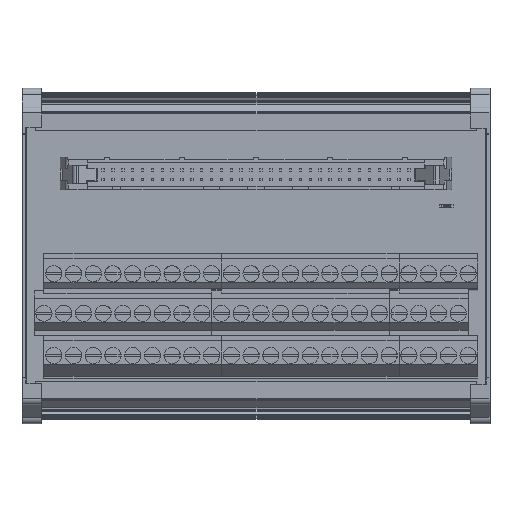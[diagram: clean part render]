
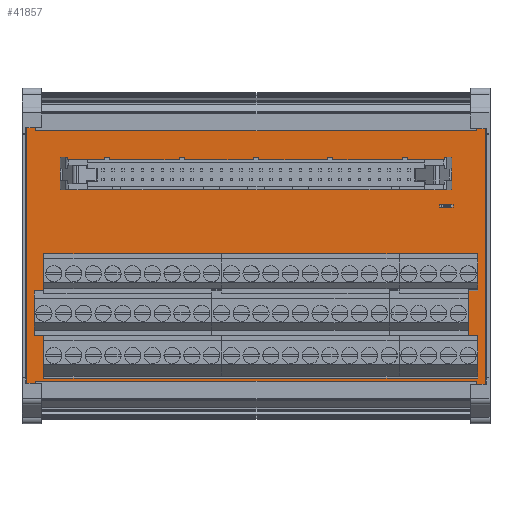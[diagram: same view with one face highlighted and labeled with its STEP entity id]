
A CAD part, top view. The second image highlights one B-rep face of the part: STEP entity #41857.
In plain terms, the highlighted planar face has unit normal (0, 0, 1).
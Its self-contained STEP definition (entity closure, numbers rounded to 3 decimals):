
#41821=AXIS2_PLACEMENT_3D('Plane Axis2P3D',#41818,#41819,#41820) ;
#41818=CARTESIAN_POINT('Axis2P3D Location',(1.25,9.3,36.952)) ;
#41823=CARTESIAN_POINT('Line Origine',(1.25,43.2,36.952)) ;
#41827=CARTESIAN_POINT('Vertex',(1.25,77.1,36.952)) ;
#41829=CARTESIAN_POINT('Vertex',(1.25,9.3,36.952)) ;
#41832=CARTESIAN_POINT('Line Origine',(60.25,9.3,36.952)) ;
#41836=CARTESIAN_POINT('Vertex',(119.25,9.3,36.952)) ;
#41839=CARTESIAN_POINT('Line Origine',(119.25,43.2,36.952)) ;
#41843=CARTESIAN_POINT('Vertex',(119.25,77.1,36.952)) ;
#41846=CARTESIAN_POINT('Line Origine',(60.25,77.1,36.952)) ;
#41819=DIRECTION('Axis2P3D Direction',(0.,0.,1.)) ;
#41820=DIRECTION('Axis2P3D XDirection',(0.,-1.,0.)) ;
#41824=DIRECTION('Vector Direction',(0.,-1.,0.)) ;
#41833=DIRECTION('Vector Direction',(1.,0.,0.)) ;
#41840=DIRECTION('Vector Direction',(0.,1.,0.)) ;
#41847=DIRECTION('Vector Direction',(-1.,0.,0.)) ;
#41825=VECTOR('Line Direction',#41824,1.) ;
#41834=VECTOR('Line Direction',#41833,1.) ;
#41841=VECTOR('Line Direction',#41840,1.) ;
#41848=VECTOR('Line Direction',#41847,1.) ;
#41852=ORIENTED_EDGE('',*,*,#41831,.T.) ;
#41853=ORIENTED_EDGE('',*,*,#41838,.T.) ;
#41854=ORIENTED_EDGE('',*,*,#41845,.T.) ;
#41855=ORIENTED_EDGE('',*,*,#41850,.T.) ;
#41857=ADVANCED_FACE('NONE',(#41856),#41822,.T.) ;
#41831=EDGE_CURVE('',#41828,#41830,#41826,.T.) ;
#41838=EDGE_CURVE('',#41830,#41837,#41835,.T.) ;
#41845=EDGE_CURVE('',#41837,#41844,#41842,.T.) ;
#41850=EDGE_CURVE('',#41844,#41828,#41849,.T.) ;
#41851=EDGE_LOOP('',(#41852,#41853,#41854,#41855)) ;
#41856=FACE_OUTER_BOUND('',#41851,.T.) ;
#41826=LINE('Line',#41823,#41825) ;
#41835=LINE('Line',#41832,#41834) ;
#41842=LINE('Line',#41839,#41841) ;
#41849=LINE('Line',#41846,#41848) ;
#41822=PLANE('',#41821) ;
#41828=VERTEX_POINT('',#41827) ;
#41830=VERTEX_POINT('',#41829) ;
#41837=VERTEX_POINT('',#41836) ;
#41844=VERTEX_POINT('',#41843) ;
